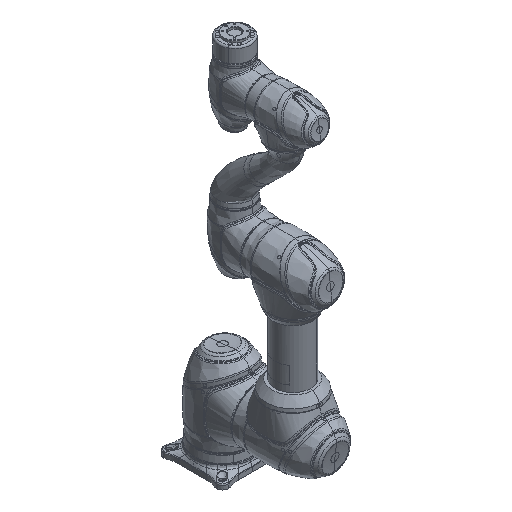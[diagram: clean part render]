
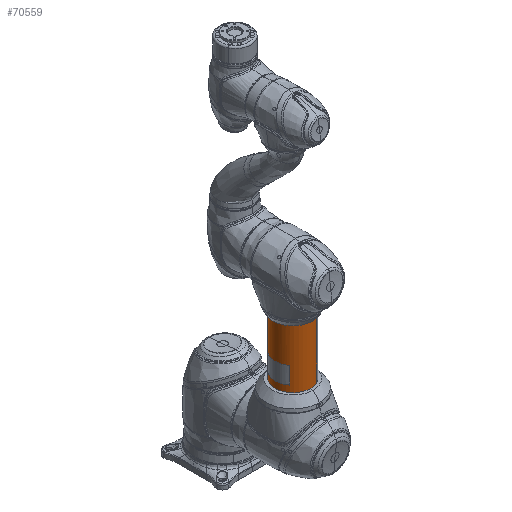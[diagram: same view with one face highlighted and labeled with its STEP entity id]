
A CAD part, isometric view. The second image highlights one B-rep face of the part: STEP entity #70559.
In plain terms, the highlighted cylindrical face has radius 50 mm (diameter 100 mm), a partial arc.
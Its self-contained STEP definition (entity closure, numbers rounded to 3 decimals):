
#51325=CARTESIAN_POINT('Axis2P3D Location',(0.,-198.5,363.401)) ;
#51330=CARTESIAN_POINT('Line Origine',(-23.971,-154.621,365.401)) ;
#51334=CARTESIAN_POINT('Vertex',(-23.971,-154.621,271.501)) ;
#51336=CARTESIAN_POINT('Vertex',(-23.971,-154.621,469.301)) ;
#51343=CARTESIAN_POINT('Vertex',(23.971,-242.379,469.301)) ;
#51346=CARTESIAN_POINT('Line Origine',(23.971,-242.379,365.401)) ;
#51350=CARTESIAN_POINT('Vertex',(23.971,-242.379,271.501)) ;
#70480=CARTESIAN_POINT('Axis2P3D Location',(0.,-198.5,271.501)) ;
#70490=CARTESIAN_POINT('Axis2P3D Location',(0.,-198.5,469.301)) ;
#70501=CARTESIAN_POINT('Line Origine',(-39.23,-167.5,365.401)) ;
#70505=CARTESIAN_POINT('Vertex',(-39.23,-167.5,352.501)) ;
#70507=CARTESIAN_POINT('Vertex',(-39.23,-167.5,304.501)) ;
#70511=CARTESIAN_POINT('Control Point',(-39.23,-167.5,352.501)) ;
#70512=CARTESIAN_POINT('Control Point',(-41.512,-170.388,352.501)) ;
#70513=CARTESIAN_POINT('Control Point',(-43.465,-173.405,352.501)) ;
#70514=CARTESIAN_POINT('Control Point',(-45.104,-176.511,352.501)) ;
#70515=CARTESIAN_POINT('Control Point',(-47.789,-182.85,352.501)) ;
#70516=CARTESIAN_POINT('Control Point',(-49.33,-189.377,352.501)) ;
#70517=CARTESIAN_POINT('Control Point',(-49.824,-192.669,352.501)) ;
#70518=CARTESIAN_POINT('Control Point',(-50.257,-199.131,352.501)) ;
#70519=CARTESIAN_POINT('Control Point',(-49.647,-205.584,352.501)) ;
#70520=CARTESIAN_POINT('Control Point',(-49.101,-208.713,352.501)) ;
#70521=CARTESIAN_POINT('Control Point',(-47.506,-214.914,352.501)) ;
#70522=CARTESIAN_POINT('Control Point',(-44.867,-220.934,352.501)) ;
#70523=CARTESIAN_POINT('Control Point',(-43.277,-223.883,352.501)) ;
#70524=CARTESIAN_POINT('Control Point',(-41.403,-226.75,352.501)) ;
#70525=CARTESIAN_POINT('Control Point',(-39.23,-229.5,352.501)) ;
#70526=CARTESIAN_POINT('Vertex',(-39.23,-229.5,352.501)) ;
#70529=CARTESIAN_POINT('Line Origine',(-39.23,-229.5,365.401)) ;
#70533=CARTESIAN_POINT('Vertex',(-39.23,-229.5,304.501)) ;
#70537=CARTESIAN_POINT('Control Point',(-39.23,-229.5,304.501)) ;
#70538=CARTESIAN_POINT('Control Point',(-41.512,-226.612,304.501)) ;
#70539=CARTESIAN_POINT('Control Point',(-43.465,-223.595,304.501)) ;
#70540=CARTESIAN_POINT('Control Point',(-45.104,-220.489,304.501)) ;
#70541=CARTESIAN_POINT('Control Point',(-47.789,-214.15,304.501)) ;
#70542=CARTESIAN_POINT('Control Point',(-49.33,-207.623,304.501)) ;
#70543=CARTESIAN_POINT('Control Point',(-49.824,-204.331,304.501)) ;
#70544=CARTESIAN_POINT('Control Point',(-50.257,-197.869,304.501)) ;
#70545=CARTESIAN_POINT('Control Point',(-49.647,-191.416,304.501)) ;
#70546=CARTESIAN_POINT('Control Point',(-49.101,-188.287,304.501)) ;
#70547=CARTESIAN_POINT('Control Point',(-47.506,-182.086,304.501)) ;
#70548=CARTESIAN_POINT('Control Point',(-44.867,-176.066,304.501)) ;
#70549=CARTESIAN_POINT('Control Point',(-43.277,-173.117,304.501)) ;
#70550=CARTESIAN_POINT('Control Point',(-41.403,-170.25,304.501)) ;
#70551=CARTESIAN_POINT('Control Point',(-39.23,-167.5,304.501)) ;
#51326=DIRECTION('Axis2P3D Direction',(0.,0.,1.)) ;
#51327=DIRECTION('Axis2P3D XDirection',(-0.479,0.878,0.)) ;
#51331=DIRECTION('Vector Direction',(0.,0.,1.)) ;
#51347=DIRECTION('Vector Direction',(0.,0.,1.)) ;
#70481=DIRECTION('Axis2P3D Direction',(0.,0.,-1.)) ;
#70491=DIRECTION('Axis2P3D Direction',(0.,0.,1.)) ;
#70502=DIRECTION('Vector Direction',(0.,0.,1.)) ;
#70530=DIRECTION('Vector Direction',(0.,0.,1.)) ;
#51328=AXIS2_PLACEMENT_3D('Cylinder Axis2P3D',#51325,#51326,#51327) ;
#70482=AXIS2_PLACEMENT_3D('Circle Axis2P3D',#70480,#70481,$) ;
#70492=AXIS2_PLACEMENT_3D('Circle Axis2P3D',#70490,#70491,$) ;
#70496=ORIENTED_EDGE('',*,*,#51352,.T.) ;
#70497=ORIENTED_EDGE('',*,*,#70494,.F.) ;
#70498=ORIENTED_EDGE('',*,*,#51338,.F.) ;
#70499=ORIENTED_EDGE('',*,*,#70484,.T.) ;
#70554=ORIENTED_EDGE('',*,*,#70509,.F.) ;
#70555=ORIENTED_EDGE('',*,*,#70528,.T.) ;
#70556=ORIENTED_EDGE('',*,*,#70535,.F.) ;
#70557=ORIENTED_EDGE('',*,*,#70552,.T.) ;
#70558=FACE_BOUND('',#70553,.T.) ;
#51332=VECTOR('Line Direction',#51331,1.) ;
#51348=VECTOR('Line Direction',#51347,1.) ;
#70503=VECTOR('Line Direction',#70502,1.) ;
#70531=VECTOR('Line Direction',#70530,1.) ;
#70559=ADVANCED_FACE('PartBody',(#70500,#70558),#51329,.T.) ;
#70510=B_SPLINE_CURVE_WITH_KNOTS('',5,(#70511,#70512,#70513,#70514,#70515,#70516,#70517,#70518,#70519,#70520,#70521,#70522,#70523,#70524,#70525),.UNSPECIFIED.,.F.,.U.,(6,3,3,3,6),(0.,23.39,46.78,69.052,91.324),.UNSPECIFIED.) ;
#70536=B_SPLINE_CURVE_WITH_KNOTS('',5,(#70537,#70538,#70539,#70540,#70541,#70542,#70543,#70544,#70545,#70546,#70547,#70548,#70549,#70550,#70551),.UNSPECIFIED.,.F.,.U.,(6,3,3,3,6),(0.,23.39,46.78,69.052,91.324),.UNSPECIFIED.) ;
#70483=CIRCLE('generated circle',#70482,50.) ;
#70493=CIRCLE('generated circle',#70492,50.) ;
#51329=CYLINDRICAL_SURFACE('generated cylinder',#51328,50.) ;
#51338=EDGE_CURVE('',#51335,#51337,#51333,.T.) ;
#51352=EDGE_CURVE('',#51351,#51344,#51349,.T.) ;
#70484=EDGE_CURVE('',#51335,#51351,#70483,.F.) ;
#70494=EDGE_CURVE('',#51337,#51344,#70493,.T.) ;
#70509=EDGE_CURVE('',#70506,#70508,#70504,.F.) ;
#70528=EDGE_CURVE('',#70506,#70527,#70510,.T.) ;
#70535=EDGE_CURVE('',#70534,#70527,#70532,.T.) ;
#70552=EDGE_CURVE('',#70534,#70508,#70536,.T.) ;
#70495=EDGE_LOOP('',(#70496,#70497,#70498,#70499)) ;
#70553=EDGE_LOOP('',(#70554,#70555,#70556,#70557)) ;
#70500=FACE_OUTER_BOUND('',#70495,.T.) ;
#51333=LINE('Line',#51330,#51332) ;
#51349=LINE('Line',#51346,#51348) ;
#70504=LINE('Line',#70501,#70503) ;
#70532=LINE('Line',#70529,#70531) ;
#51335=VERTEX_POINT('',#51334) ;
#51337=VERTEX_POINT('',#51336) ;
#51344=VERTEX_POINT('',#51343) ;
#51351=VERTEX_POINT('',#51350) ;
#70506=VERTEX_POINT('',#70505) ;
#70508=VERTEX_POINT('',#70507) ;
#70527=VERTEX_POINT('',#70526) ;
#70534=VERTEX_POINT('',#70533) ;
